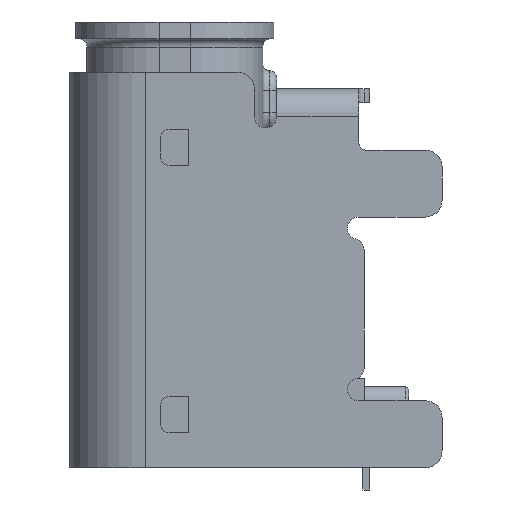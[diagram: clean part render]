
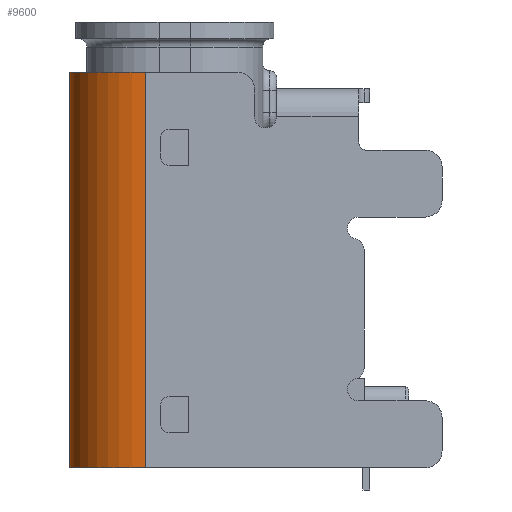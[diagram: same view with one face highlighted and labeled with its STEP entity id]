
A CAD part, left-side view. The second image highlights one B-rep face of the part: STEP entity #9600.
In plain terms, the highlighted cylindrical face has radius 1.35 mm (diameter 2.7 mm), a partial arc.
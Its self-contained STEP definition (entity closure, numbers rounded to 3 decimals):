
#600 = CARTESIAN_POINT ( 'NONE',  ( -3.385, 5.38, 2. ) ) ;
#609 = VERTEX_POINT ( 'NONE', #26518 ) ;
#1167 = DIRECTION ( 'NONE',  ( 0., 0., 1. ) ) ;
#1522 = CARTESIAN_POINT ( 'NONE',  ( -4.735, 4.03, -5.1 ) ) ;
#2062 = VERTEX_POINT ( 'NONE', #1522 ) ;
#2258 = EDGE_CURVE ( 'NONE', #4176, #2062, #6928, .T. ) ;
#3252 = AXIS2_PLACEMENT_3D ( 'NONE', #7539, #1167, #11835 ) ;
#3335 = DIRECTION ( 'NONE',  ( 0., 0., -1. ) ) ;
#4002 = CIRCLE ( 'NONE', #4037, 1.35 ) ;
#4037 = AXIS2_PLACEMENT_3D ( 'NONE', #16153, #3335, #20428 ) ;
#4136 = CIRCLE ( 'NONE', #3252, 1.35 ) ;
#4139 = LINE ( 'NONE', #21968, #25846 ) ;
#4176 = VERTEX_POINT ( 'NONE', #6268 ) ;
#4639 = EDGE_CURVE ( 'NONE', #609, #6324, #4139, .T. ) ;
#5894 = EDGE_CURVE ( 'NONE', #4176, #6324, #4002, .T. ) ;
#6268 = CARTESIAN_POINT ( 'NONE',  ( -4.735, 4.03, 2. ) ) ;
#6324 = VERTEX_POINT ( 'NONE', #600 ) ;
#6928 = LINE ( 'NONE', #9493, #15964 ) ;
#7539 = CARTESIAN_POINT ( 'NONE',  ( -3.385, 4.03, -5.1 ) ) ;
#9493 = CARTESIAN_POINT ( 'NONE',  ( -4.735, 4.03, -5.1 ) ) ;
#9600 = ADVANCED_FACE ( 'NONE', ( #22491 ), #15840, .T. ) ;
#11835 = DIRECTION ( 'NONE',  ( 1., 0., 0. ) ) ;
#13763 = EDGE_LOOP ( 'NONE', ( #20049, #27154, #22108, #15960 ) ) ;
#15840 = CYLINDRICAL_SURFACE ( 'NONE', #27274, 1.35 ) ;
#15960 = ORIENTED_EDGE ( 'NONE', *, *, #4639, .F. ) ;
#15964 = VECTOR ( 'NONE', #18146, 1000. ) ;
#16153 = CARTESIAN_POINT ( 'NONE',  ( -3.385, 4.03, 2. ) ) ;
#18146 = DIRECTION ( 'NONE',  ( 0., 0., -1. ) ) ;
#20049 = ORIENTED_EDGE ( 'NONE', *, *, #21935, .T. ) ;
#20428 = DIRECTION ( 'NONE',  ( 1., 0., 0. ) ) ;
#21271 = DIRECTION ( 'NONE',  ( 0., 0., -1. ) ) ;
#21935 = EDGE_CURVE ( 'NONE', #609, #2062, #4136, .T. ) ;
#21968 = CARTESIAN_POINT ( 'NONE',  ( -3.385, 5.38, 2. ) ) ;
#22108 = ORIENTED_EDGE ( 'NONE', *, *, #5894, .T. ) ;
#22491 = FACE_OUTER_BOUND ( 'NONE', #13763, .T. ) ;
#22568 = CARTESIAN_POINT ( 'NONE',  ( -3.385, 4.03, 0. ) ) ;
#24286 = DIRECTION ( 'NONE',  ( -1., 0., 0. ) ) ;
#25846 = VECTOR ( 'NONE', #26804, 1000. ) ;
#26518 = CARTESIAN_POINT ( 'NONE',  ( -3.385, 5.38, -5.1 ) ) ;
#26804 = DIRECTION ( 'NONE',  ( 0., 0., 1. ) ) ;
#27154 = ORIENTED_EDGE ( 'NONE', *, *, #2258, .F. ) ;
#27274 = AXIS2_PLACEMENT_3D ( 'NONE', #22568, #21271, #24286 ) ;
